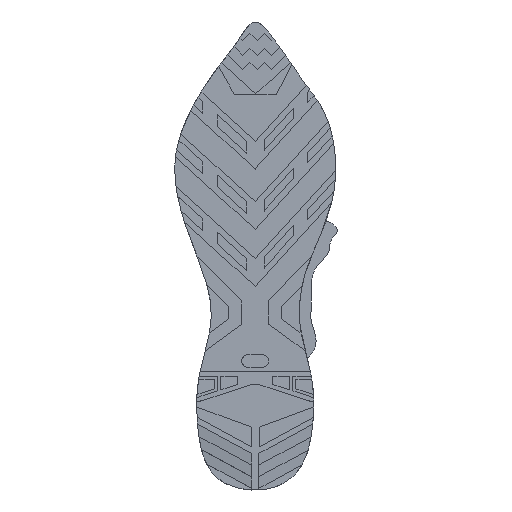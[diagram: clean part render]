
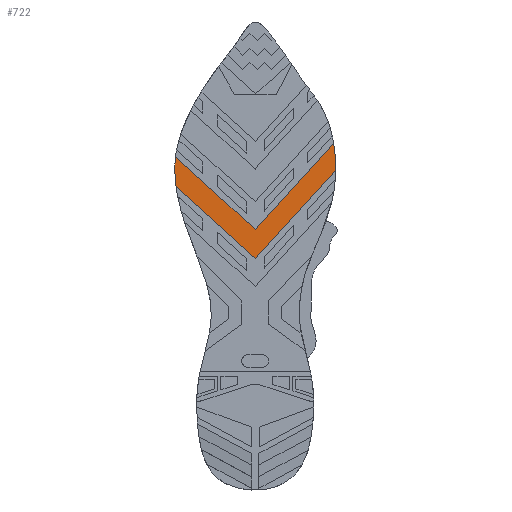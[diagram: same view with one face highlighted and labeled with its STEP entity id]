
A CAD part, top view. The second image highlights one B-rep face of the part: STEP entity #722.
In plain terms, the highlighted face is planar.
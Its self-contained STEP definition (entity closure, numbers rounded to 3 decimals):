
#559 = CARTESIAN_POINT ( 'NONE',  ( -54.95, 3., -106.378 ) ) ;
#634 = CARTESIAN_POINT ( 'NONE',  ( -53.596, 3., -117.179 ) ) ;
#691 = ORIENTED_EDGE ( 'NONE', *, *, #6435, .T. ) ;
#696 = CARTESIAN_POINT ( 'NONE',  ( 54.096, 3., -87.331 ) ) ;
#722 = ADVANCED_FACE ( 'NONE', ( #922 ), #6178, .T. ) ;
#836 = VERTEX_POINT ( 'NONE', #2354 ) ;
#922 = FACE_OUTER_BOUND ( 'NONE', #6113, .T. ) ;
#966 = CARTESIAN_POINT ( 'NONE',  ( -28.986, 3., -31.879 ) ) ;
#978 = VERTEX_POINT ( 'NONE', #3850 ) ;
#1079 = VERTEX_POINT ( 'NONE', #4846 ) ;
#1128 = LINE ( 'NONE', #4626, #3734 ) ;
#1132 = CARTESIAN_POINT ( 'NONE',  ( 54.589, 3., -107.512 ) ) ;
#1424 = VERTEX_POINT ( 'NONE', #4721 ) ;
#1444 = ORIENTED_EDGE ( 'NONE', *, *, #6319, .T. ) ;
#1500 = CARTESIAN_POINT ( 'NONE',  ( -54.34, 3., -112.681 ) ) ;
#1532 = CARTESIAN_POINT ( 'NONE',  ( -55.013, 3., -100.256 ) ) ;
#1696 = ORIENTED_EDGE ( 'NONE', *, *, #3431, .T. ) ;
#1718 = ORIENTED_EDGE ( 'NONE', *, *, #2323, .F. ) ;
#1778 = CARTESIAN_POINT ( 'NONE',  ( 0., 3., -38.144 ) ) ;
#1980 = DIRECTION ( 'NONE',  ( -0.74, 0., 0.673 ) ) ;
#2179 = CARTESIAN_POINT ( 'NONE',  ( 54.551, 3., -107.835 ) ) ;
#2323 = EDGE_CURVE ( 'NONE', #2349, #978, #4299, .T. ) ;
#2349 = VERTEX_POINT ( 'NONE', #1778 ) ;
#2354 = CARTESIAN_POINT ( 'NONE',  ( 0., 3., -58.234 ) ) ;
#2479 = LINE ( 'NONE', #966, #4694 ) ;
#2615 = B_SPLINE_CURVE_WITH_KNOTS ( 'NONE', 3,
 ( #2179, #1132, #3150, #5811, #5202, #696 ),
 .UNSPECIFIED., .F., .F.,
 ( 4, 1, 1, 4 ),
 ( 0.151, 0.152, 0.167, 0.175 ),
 .UNSPECIFIED. ) ;
#2758 = DIRECTION ( 'NONE',  ( 0.74, 0., -0.673 ) ) ;
#2862 = EDGE_CURVE ( 'NONE', #1079, #2349, #3410, .T. ) ;
#2905 = CARTESIAN_POINT ( 'NONE',  ( 18.986, 3., -17.263 ) ) ;
#3150 = CARTESIAN_POINT ( 'NONE',  ( 55.105, 3., -102.894 ) ) ;
#3362 = VECTOR ( 'NONE', #2758, 1000. ) ;
#3410 = LINE ( 'NONE', #2905, #5320 ) ;
#3431 = EDGE_CURVE ( 'NONE', #4904, #836, #1128, .T. ) ;
#3594 = DIRECTION ( 'NONE',  ( 0.673, 0., 0.74 ) ) ;
#3734 = VECTOR ( 'NONE', #5163, 1000. ) ;
#3742 = CARTESIAN_POINT ( 'NONE',  ( -18.986, 3., -20.88 ) ) ;
#3850 = CARTESIAN_POINT ( 'NONE',  ( 54.096, 3., -87.331 ) ) ;
#4021 = DIRECTION ( 'NONE',  ( 0., 0., -1. ) ) ;
#4084 = CARTESIAN_POINT ( 'NONE',  ( 0., 3., 0. ) ) ;
#4299 = LINE ( 'NONE', #3742, #3362 ) ;
#4451 = EDGE_CURVE ( 'NONE', #1424, #836, #2479, .T. ) ;
#4454 = B_SPLINE_CURVE_WITH_KNOTS ( 'NONE', 3,
 ( #4565, #1532, #559, #1500, #4667 ),
 .UNSPECIFIED., .F., .F.,
 ( 4, 1, 4 ),
 ( 0.838, 0.843, 0.855 ),
 .UNSPECIFIED. ) ;
#4494 = ORIENTED_EDGE ( 'NONE', *, *, #4451, .F. ) ;
#4565 = CARTESIAN_POINT ( 'NONE',  ( -54.991, 3., -98.622 ) ) ;
#4626 = CARTESIAN_POINT ( 'NONE',  ( 28.986, 3., -26.356 ) ) ;
#4667 = CARTESIAN_POINT ( 'NONE',  ( -53.596, 3., -117.179 ) ) ;
#4694 = VECTOR ( 'NONE', #1980, 1000. ) ;
#4721 = CARTESIAN_POINT ( 'NONE',  ( 54.551, 3., -107.835 ) ) ;
#4846 = CARTESIAN_POINT ( 'NONE',  ( -54.991, 3., -98.622 ) ) ;
#4904 = VERTEX_POINT ( 'NONE', #634 ) ;
#5163 = DIRECTION ( 'NONE',  ( 0.673, 0., 0.74 ) ) ;
#5202 = CARTESIAN_POINT ( 'NONE',  ( 54.401, 3., -89.592 ) ) ;
#5305 = AXIS2_PLACEMENT_3D ( 'NONE', #4084, #6137, #4021 ) ;
#5320 = VECTOR ( 'NONE', #3594, 1000. ) ;
#5632 = ORIENTED_EDGE ( 'NONE', *, *, #2862, .F. ) ;
#5811 = CARTESIAN_POINT ( 'NONE',  ( 55.059, 3., -95.959 ) ) ;
#6113 = EDGE_LOOP ( 'NONE', ( #1718, #5632, #1444, #1696, #4494, #691 ) ) ;
#6137 = DIRECTION ( 'NONE',  ( 0., -1., 0. ) ) ;
#6178 = PLANE ( 'NONE',  #5305 ) ;
#6319 = EDGE_CURVE ( 'NONE', #1079, #4904, #4454, .T. ) ;
#6435 = EDGE_CURVE ( 'NONE', #1424, #978, #2615, .T. ) ;
